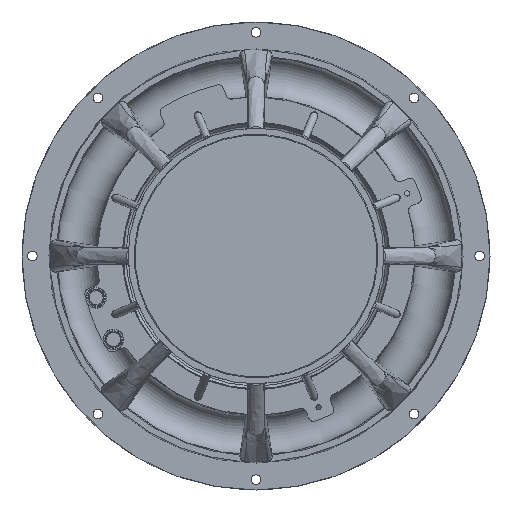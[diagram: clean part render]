
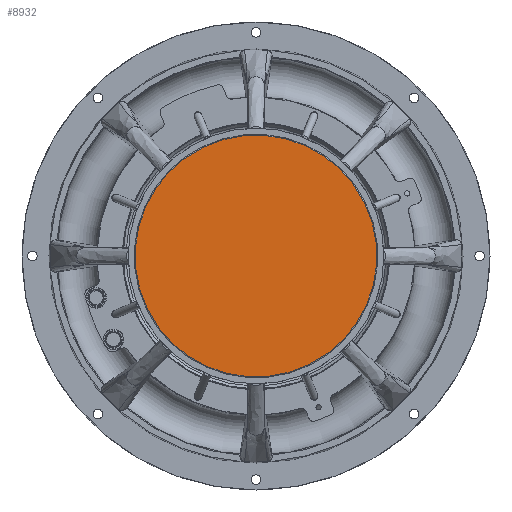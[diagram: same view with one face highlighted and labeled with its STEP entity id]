
A CAD part, front view. The second image highlights one B-rep face of the part: STEP entity #8932.
In plain terms, the highlighted planar face has unit normal (0, -1, 0).
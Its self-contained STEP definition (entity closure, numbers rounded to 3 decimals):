
#1265 = CARTESIAN_POINT ( 'NONE',  ( 0., -80.56, 0. ) ) ;
#1572 = ORIENTED_EDGE ( 'NONE', *, *, #15834, .T. ) ;
#2853 = CARTESIAN_POINT ( 'NONE',  ( 0., -80.56, 0. ) ) ;
#3018 = FACE_OUTER_BOUND ( 'NONE', #4978, .T. ) ;
#4826 = EDGE_CURVE ( 'NONE', #10937, #14144, #24907, .T. ) ;
#4978 = EDGE_LOOP ( 'NONE', ( #1572, #26270 ) ) ;
#4993 = CARTESIAN_POINT ( 'NONE',  ( -49.884, -80.56, 48.393 ) ) ;
#5118 = AXIS2_PLACEMENT_3D ( 'NONE', #13343, #14961, #23171 ) ;
#5913 = AXIS2_PLACEMENT_3D ( 'NONE', #2853, #11480, #11215 ) ;
#8631 = CARTESIAN_POINT ( 'NONE',  ( 49.884, -80.56, -48.393 ) ) ;
#8927 = CIRCLE ( 'NONE', #5913, 69.5 ) ;
#8932 = ADVANCED_FACE ( 'NONE', ( #3018 ), #11516, .F. ) ;
#10937 = VERTEX_POINT ( 'NONE', #4993 ) ;
#11215 = DIRECTION ( 'NONE',  ( 0.718, 0., -0.696 ) ) ;
#11480 = DIRECTION ( 'NONE',  ( 0., -1., 0. ) ) ;
#11516 = PLANE ( 'NONE',  #23736 ) ;
#13343 = CARTESIAN_POINT ( 'NONE',  ( 0., -80.56, 0. ) ) ;
#14144 = VERTEX_POINT ( 'NONE', #8631 ) ;
#14961 = DIRECTION ( 'NONE',  ( 0., -1., 0. ) ) ;
#15685 = DIRECTION ( 'NONE',  ( 0., 1., 0. ) ) ;
#15834 = EDGE_CURVE ( 'NONE', #14144, #10937, #8927, .T. ) ;
#19714 = DIRECTION ( 'NONE',  ( 0.718, 0., -0.696 ) ) ;
#23171 = DIRECTION ( 'NONE',  ( 0.718, 0., -0.696 ) ) ;
#23736 = AXIS2_PLACEMENT_3D ( 'NONE', #1265, #15685, #19714 ) ;
#24907 = CIRCLE ( 'NONE', #5118, 69.5 ) ;
#26270 = ORIENTED_EDGE ( 'NONE', *, *, #4826, .T. ) ;
